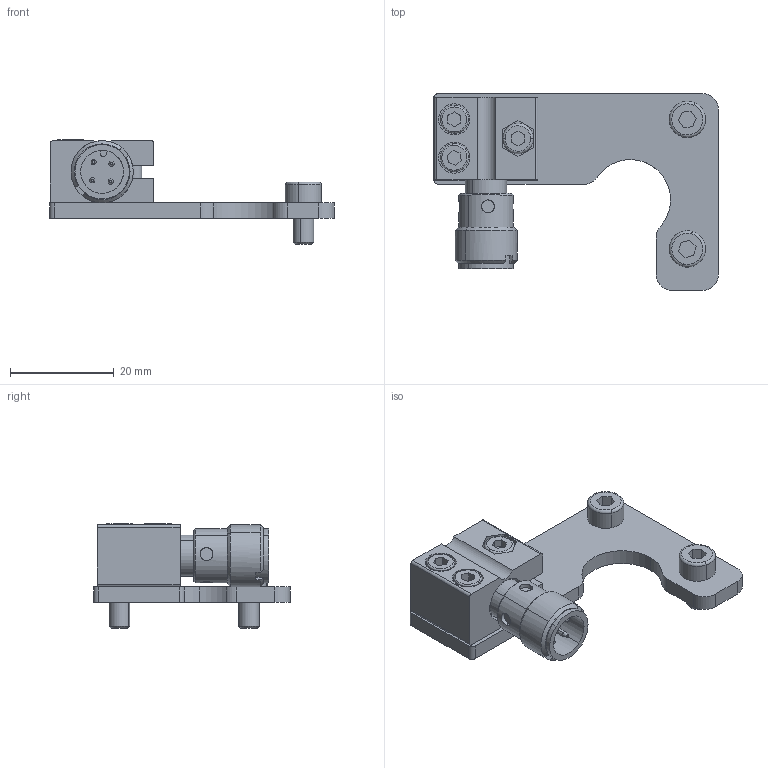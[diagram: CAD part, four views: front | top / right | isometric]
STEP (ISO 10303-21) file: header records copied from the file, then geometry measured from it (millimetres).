
FILE_DESCRIPTION (( 'STEP AP214' ), '1' );
FILE_NAME ('P1383.STEP', '2021-11-26T11:32:59', ( '' ), ( '' ), 'SwSTEP 2.0', 'SolidWorks 2019', '' );
FILE_SCHEMA (( 'AUTOMOTIVE_DESIGN' ));
Length unit declared in the file: millimetre
Products named in the file (1): P1383
Bounding box: 55 x 38 x 20.2 mm (x, y, z)
Volume: 8178.9 mm3; surface area: 7930.9 mm2
Topology: 7 solids, 7 shells, 245 faces, 571 edges, 371 vertices
Faces by surface type: plane 107, cylinder 97, cone 27, torus 12, bspline 2
Entity records: 10026 total; most frequent: CARTESIAN_POINT 1394, DIRECTION 1301, ORIENTED_EDGE 1142, EDGE_CURVE 571, AXIS2_PLACEMENT_3D 502, VERTEX_POINT 371, VECTOR 297, LINE 297
